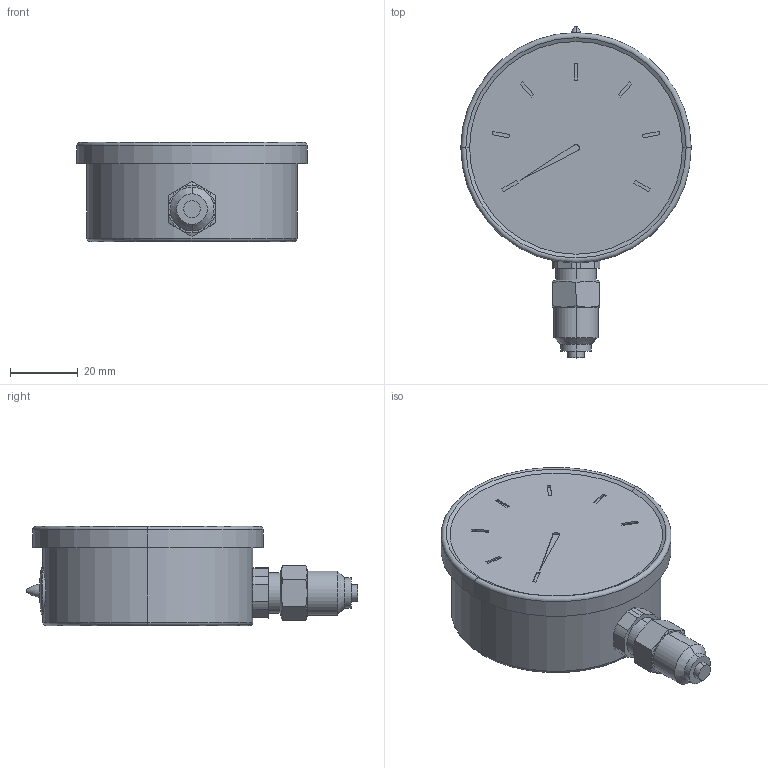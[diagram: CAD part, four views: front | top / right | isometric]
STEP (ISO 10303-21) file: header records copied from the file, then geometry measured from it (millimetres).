
FILE_DESCRIPTION (( 'STEP AP203' ), '1' );
FILE_NAME ('Manometr 63x1_4G 0-400bar.STEP', '2013-02-20T11:24:49', ( 'Uzivatel' ), ( 'HP' ), 'SwSTEP 2.0', 'SolidWorks 2012', '' );
FILE_SCHEMA (( 'CONFIG_CONTROL_DESIGN' ));
Length unit declared in the file: millimetre
Products named in the file (1): Manometr 63x1_4G 0-400bar
Bounding box: 68 x 98 x 29.27 mm (x, y, z)
Volume: 93800.4 mm3; surface area: 14997 mm2
Topology: 3 solids, 3 shells, 107 faces, 237 edges, 148 vertices
Faces by surface type: plane 58, cylinder 24, cone 13, torus 8, sphere 4
Entity records: 3158 total; most frequent: CARTESIAN_POINT 692, DIRECTION 508, ORIENTED_EDGE 474, EDGE_CURVE 237, AXIS2_PLACEMENT_3D 183, VERTEX_POINT 148, LINE 142, VECTOR 142
